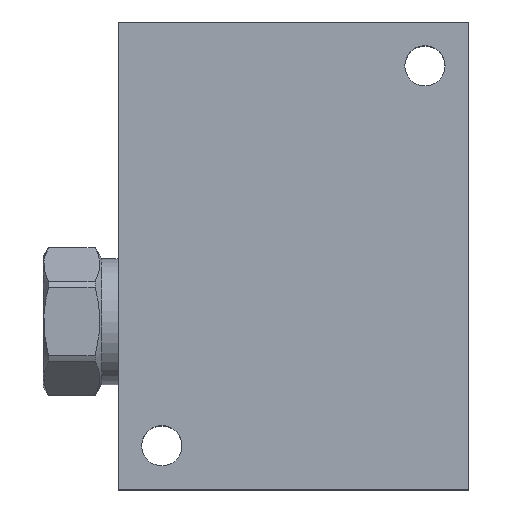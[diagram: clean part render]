
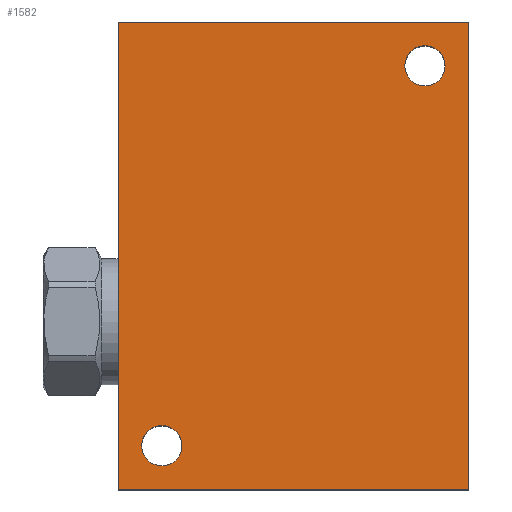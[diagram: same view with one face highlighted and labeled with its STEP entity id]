
A CAD part, top view. The second image highlights one B-rep face of the part: STEP entity #1582.
In plain terms, the highlighted planar face has unit normal (0, 0, 1).
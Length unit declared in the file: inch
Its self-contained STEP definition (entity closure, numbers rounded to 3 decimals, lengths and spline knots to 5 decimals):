
#93=DIRECTION('',(0.,-1.,0.));
#94=VECTOR('',#93,4.);
#95=CARTESIAN_POINT('',(0.,0.,1.75));
#96=LINE('',#95,#94);
#97=DIRECTION('',(-1.,0.,0.));
#98=VECTOR('',#97,3.);
#99=CARTESIAN_POINT('',(3.,0.,1.75));
#100=LINE('',#99,#98);
#101=DIRECTION('',(0.,1.,0.));
#102=VECTOR('',#101,4.);
#103=CARTESIAN_POINT('',(3.,-4.,1.75));
#104=LINE('',#103,#102);
#105=DIRECTION('',(1.,0.,0.));
#106=VECTOR('',#105,3.);
#107=CARTESIAN_POINT('',(0.,-4.,1.75));
#108=LINE('',#107,#106);
#109=CARTESIAN_POINT('',(2.625,-0.375,1.75));
#110=DIRECTION('',(0.,0.,-1.));
#111=DIRECTION('',(-1.,0.,0.));
#112=AXIS2_PLACEMENT_3D('',#109,#110,#111);
#114=CARTESIAN_POINT('',(2.625,-0.375,1.75));
#115=DIRECTION('',(0.,0.,-1.));
#116=DIRECTION('',(1.,0.,0.));
#117=AXIS2_PLACEMENT_3D('',#114,#115,#116);
#119=CARTESIAN_POINT('',(0.375,-3.625,1.75));
#120=DIRECTION('',(0.,0.,-1.));
#121=DIRECTION('',(-1.,0.,0.));
#122=AXIS2_PLACEMENT_3D('',#119,#120,#121);
#124=CARTESIAN_POINT('',(0.375,-3.625,1.75));
#125=DIRECTION('',(0.,0.,-1.));
#126=DIRECTION('',(1.,0.,0.));
#127=AXIS2_PLACEMENT_3D('',#124,#125,#126);
#1273=CARTESIAN_POINT('',(0.,0.,1.75));
#1274=CARTESIAN_POINT('',(0.,-4.,1.75));
#1275=VERTEX_POINT('',#1273);
#1276=VERTEX_POINT('',#1274);
#1277=CARTESIAN_POINT('',(3.,-4.,1.75));
#1278=VERTEX_POINT('',#1277);
#1279=CARTESIAN_POINT('',(3.,0.,1.75));
#1280=VERTEX_POINT('',#1279);
#1285=CARTESIAN_POINT('',(2.453,-0.375,1.75));
#1286=CARTESIAN_POINT('',(2.797,-0.375,1.75));
#1287=VERTEX_POINT('',#1285);
#1288=VERTEX_POINT('',#1286);
#1293=CARTESIAN_POINT('',(0.203,-3.625,1.75));
#1294=CARTESIAN_POINT('',(0.547,-3.625,1.75));
#1295=VERTEX_POINT('',#1293);
#1296=VERTEX_POINT('',#1294);
#1559=CARTESIAN_POINT('',(0.,0.,1.75));
#1560=DIRECTION('',(0.,0.,1.));
#1561=DIRECTION('',(1.,0.,0.));
#1562=AXIS2_PLACEMENT_3D('',#1559,#1560,#1561);
#1563=PLANE('',#1562);
#1564=ORIENTED_EDGE('',*,*,#1487,.F.);
#1565=ORIENTED_EDGE('',*,*,#1508,.F.);
#1566=ORIENTED_EDGE('',*,*,#1528,.F.);
#1567=ORIENTED_EDGE('',*,*,#1547,.F.);
#1568=EDGE_LOOP('',(#1564,#1565,#1566,#1567));
#1569=FACE_OUTER_BOUND('',#1568,.F.);
#1571=ORIENTED_EDGE('',*,*,#1570,.F.);
#1573=ORIENTED_EDGE('',*,*,#1572,.F.);
#1574=EDGE_LOOP('',(#1571,#1573));
#1575=FACE_BOUND('',#1574,.F.);
#1577=ORIENTED_EDGE('',*,*,#1576,.F.);
#1579=ORIENTED_EDGE('',*,*,#1578,.F.);
#1580=EDGE_LOOP('',(#1577,#1579));
#1581=FACE_BOUND('',#1580,.F.);
#1582=ADVANCED_FACE('',(#1569,#1575,#1581),#1563,.T.);
#113=CIRCLE('',#112,0.172);
#118=CIRCLE('',#117,0.172);
#123=CIRCLE('',#122,0.172);
#128=CIRCLE('',#127,0.172);
#1487=EDGE_CURVE('',#1275,#1276,#96,.T.);
#1508=EDGE_CURVE('',#1280,#1275,#100,.T.);
#1528=EDGE_CURVE('',#1278,#1280,#104,.T.);
#1547=EDGE_CURVE('',#1276,#1278,#108,.T.);
#1570=EDGE_CURVE('',#1287,#1288,#113,.T.);
#1572=EDGE_CURVE('',#1288,#1287,#118,.T.);
#1576=EDGE_CURVE('',#1295,#1296,#123,.T.);
#1578=EDGE_CURVE('',#1296,#1295,#128,.T.);
